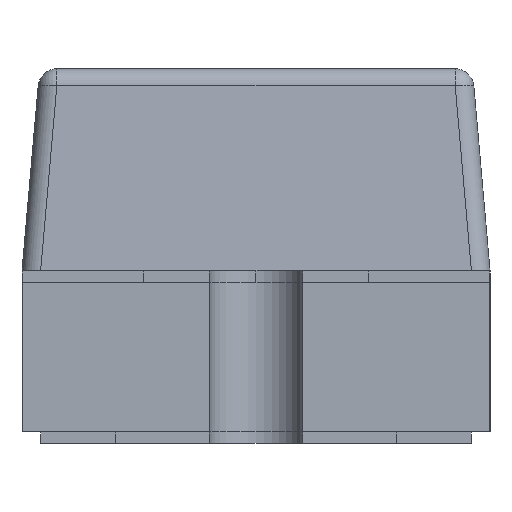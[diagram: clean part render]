
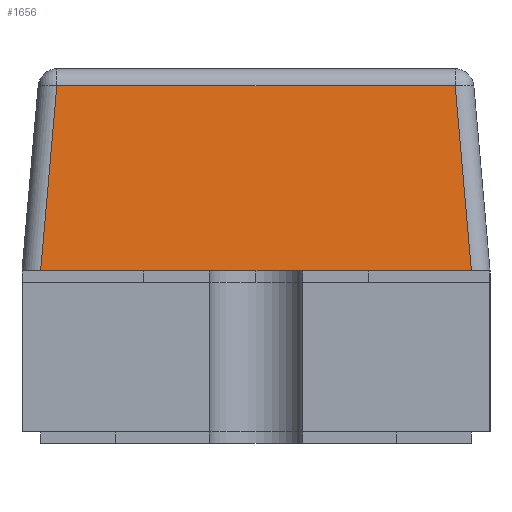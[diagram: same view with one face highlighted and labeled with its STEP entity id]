
A CAD part, left-side view. The second image highlights one B-rep face of the part: STEP entity #1656.
In plain terms, the highlighted planar face has unit normal (-0.996, 0, 0.087).
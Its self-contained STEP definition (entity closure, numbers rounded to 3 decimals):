
#6 = EDGE_CURVE ( 'NONE', #1205, #838, #2638, .T. ) ;
#105 = VECTOR ( 'NONE', #3854, 1000. ) ;
#252 = FACE_OUTER_BOUND ( 'NONE', #1182, .T. ) ;
#373 = DIRECTION ( 'NONE',  ( -0.996, 0., 0.087 ) ) ;
#484 = CARTESIAN_POINT ( 'NONE',  ( -0.7, 0., 0.46 ) ) ;
#838 = VERTEX_POINT ( 'NONE', #1924 ) ;
#959 = CARTESIAN_POINT ( 'NONE',  ( -0.657, 0.578, 0.954 ) ) ;
#1042 = CARTESIAN_POINT ( 'NONE',  ( -0.7, 0., 0.46 ) ) ;
#1094 = ORIENTED_EDGE ( 'NONE', *, *, #1821, .T. ) ;
#1120 = LINE ( 'NONE', #3057, #1221 ) ;
#1134 = VERTEX_POINT ( 'NONE', #3190 ) ;
#1162 = VECTOR ( 'NONE', #1621, 1000. ) ;
#1182 = EDGE_LOOP ( 'NONE', ( #3899, #1094, #2826, #2198, #3396 ) ) ;
#1204 = CARTESIAN_POINT ( 'NONE',  ( -0.696, -0.571, 0.51 ) ) ;
#1205 = VERTEX_POINT ( 'NONE', #1042 ) ;
#1221 = VECTOR ( 'NONE', #3333, 1000. ) ;
#1239 = CARTESIAN_POINT ( 'NONE',  ( -0.657, -0.532, 0.954 ) ) ;
#1395 = CARTESIAN_POINT ( 'NONE',  ( -0.7, 0.575, 0.46 ) ) ;
#1621 = DIRECTION ( 'NONE',  ( 0., -1., 0. ) ) ;
#1656 = ADVANCED_FACE ( 'NONE', ( #252 ), #2786, .T. ) ;
#1802 = EDGE_CURVE ( 'NONE', #3830, #1205, #2018, .T. ) ;
#1821 = EDGE_CURVE ( 'NONE', #1134, #3830, #1120, .T. ) ;
#1842 = DIRECTION ( 'NONE',  ( 0.087, 0.087, 0.992 ) ) ;
#1924 = CARTESIAN_POINT ( 'NONE',  ( -0.7, -0.575, 0.46 ) ) ;
#1981 = CARTESIAN_POINT ( 'NONE',  ( -0.7, 0., 0.46 ) ) ;
#1984 = EDGE_CURVE ( 'NONE', #2692, #1134, #3534, .T. ) ;
#2015 = CARTESIAN_POINT ( 'NONE',  ( -0.7, 0., 0.46 ) ) ;
#2018 = LINE ( 'NONE', #484, #3725 ) ;
#2198 = ORIENTED_EDGE ( 'NONE', *, *, #6, .T. ) ;
#2236 = VECTOR ( 'NONE', #1842, 1000. ) ;
#2638 = LINE ( 'NONE', #2015, #1162 ) ;
#2692 = VERTEX_POINT ( 'NONE', #1239 ) ;
#2786 = PLANE ( 'NONE',  #3928 ) ;
#2826 = ORIENTED_EDGE ( 'NONE', *, *, #1802, .T. ) ;
#2977 = EDGE_CURVE ( 'NONE', #838, #2692, #4041, .T. ) ;
#3057 = CARTESIAN_POINT ( 'NONE',  ( -0.7, 0.576, 0.456 ) ) ;
#3190 = CARTESIAN_POINT ( 'NONE',  ( -0.657, 0.532, 0.954 ) ) ;
#3333 = DIRECTION ( 'NONE',  ( -0.087, 0.087, -0.992 ) ) ;
#3349 = DIRECTION ( 'NONE',  ( 0., -1., 0. ) ) ;
#3396 = ORIENTED_EDGE ( 'NONE', *, *, #2977, .T. ) ;
#3534 = LINE ( 'NONE', #959, #105 ) ;
#3725 = VECTOR ( 'NONE', #3349, 1000. ) ;
#3796 = DIRECTION ( 'NONE',  ( 0.087, 0., 0.996 ) ) ;
#3830 = VERTEX_POINT ( 'NONE', #1395 ) ;
#3854 = DIRECTION ( 'NONE',  ( 0., 1., 0. ) ) ;
#3899 = ORIENTED_EDGE ( 'NONE', *, *, #1984, .T. ) ;
#3928 = AXIS2_PLACEMENT_3D ( 'NONE', #1981, #373, #3796 ) ;
#4041 = LINE ( 'NONE', #1204, #2236 ) ;
